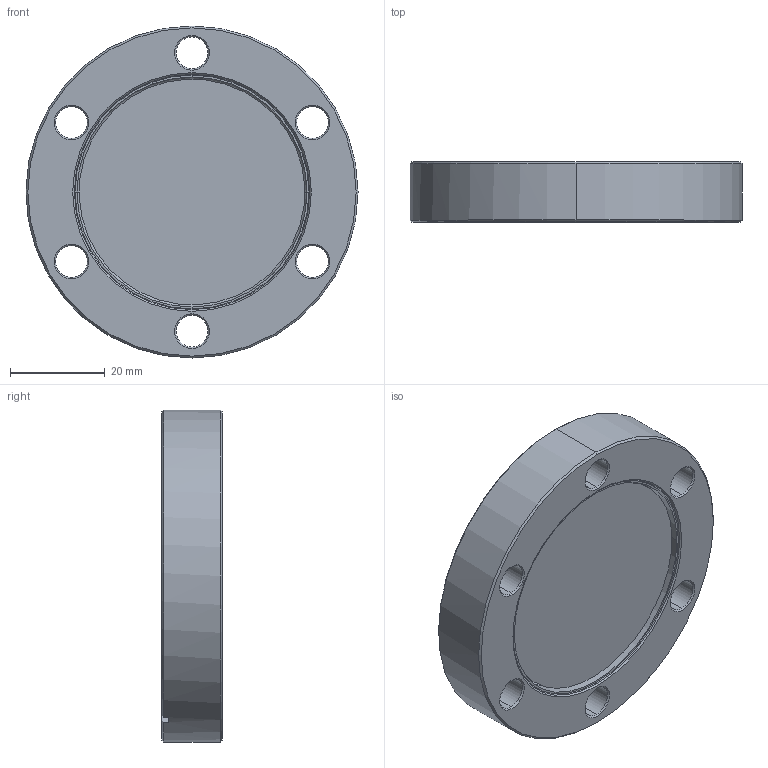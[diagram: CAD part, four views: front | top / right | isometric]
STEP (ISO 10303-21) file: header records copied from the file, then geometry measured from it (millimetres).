
FILE_DESCRIPTION (( 'STEP AP214' ), '1' );
FILE_NAME ('Hositrad_HVP1500.STEP', '2011-05-17T09:15:32', ( '' ), ( '' ), 'SwSTEP 2.0', 'SolidWorks 2011', '' );
FILE_SCHEMA (( 'AUTOMOTIVE_DESIGN' ));
Length unit declared in the file: millimetre
Products named in the file (5): Glass47; Viewport-spinn-38; Viewport-metal-ring38; NW35CF-Viewport; Hositrad_HVP1500
Assembly tree (4 placements, depth 3):
  Hositrad_HVP1500
    Viewport-spinn-38
      Viewport-metal-ring38
      Glass47
    NW35CF-Viewport
Bounding box: 70 x 12.7 x 70 mm (x, y, z)
Volume: 29513.9 mm3; surface area: 19134.5 mm2
Topology: 3 solids, 3 shells, 110 faces, 238 edges, 140 vertices
Faces by surface type: cone 37, cylinder 35, torus 22, plane 16
Entity records: 3248 total; most frequent: DIRECTION 626, CARTESIAN_POINT 508, ORIENTED_EDGE 476, AXIS2_PLACEMENT_3D 274, EDGE_CURVE 238, CIRCLE 156, VERTEX_POINT 140, EDGE_LOOP 132
